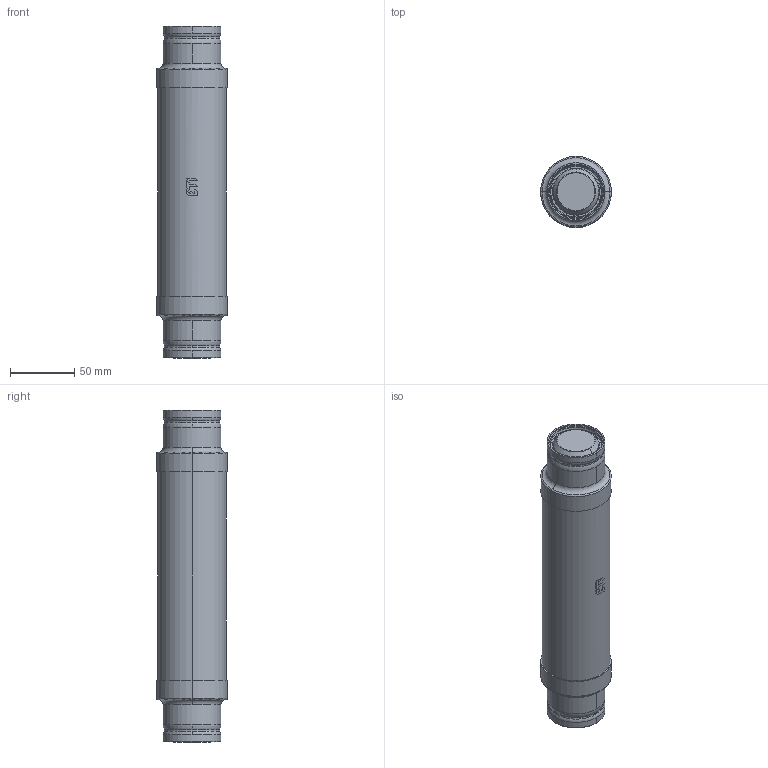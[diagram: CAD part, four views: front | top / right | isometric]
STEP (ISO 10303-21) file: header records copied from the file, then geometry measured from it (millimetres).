
FILE_DESCRIPTION((''),'2;1');
FILE_NAME('0000064707','2019-12-23T',('marketing.praksa'),('Audax d.o.o.'),'CREO PARAMETRIC BY PTC INC, 2017480','CREO PARAMETRIC BY PTC INC, 2017480','');
FILE_SCHEMA(('AUTOMOTIVE_DESIGN { 1 0 10303 214 1 1 1 1 }'));
Length unit declared in the file: millimetre
Products named in the file (1): 0000064707
Bounding box: 55 x 55 x 258 mm (x, y, z)
Volume: 529881.7 mm3; surface area: 47124.2 mm2
Topology: 1 solids, 1 shells, 133 faces, 361 edges, 237 vertices
Faces by surface type: cylinder 44, torus 44, plane 37, cone 8
Entity records: 4596 total; most frequent: CARTESIAN_POINT 976, DIRECTION 755, ORIENTED_EDGE 722, EDGE_CURVE 361, AXIS2_PLACEMENT_3D 321, VERTEX_POINT 237, CIRCLE 188, EDGE_LOOP 140
